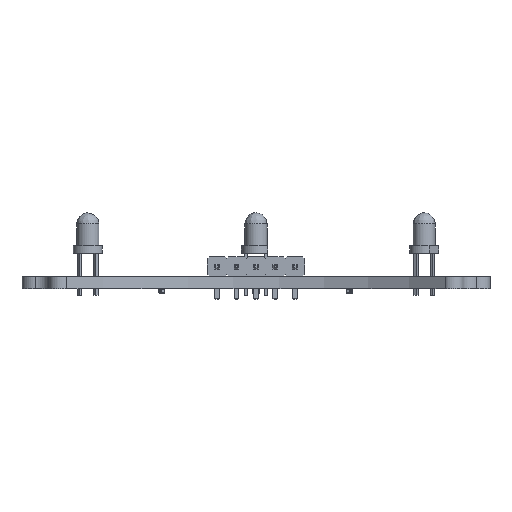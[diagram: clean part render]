
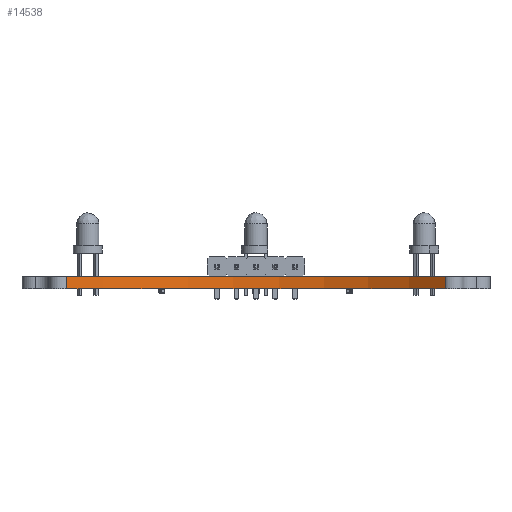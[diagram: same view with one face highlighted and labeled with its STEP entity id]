
A CAD part, front view. The second image highlights one B-rep face of the part: STEP entity #14538.
In plain terms, the highlighted cylindrical face has radius 37 mm (diameter 74 mm), a partial arc.
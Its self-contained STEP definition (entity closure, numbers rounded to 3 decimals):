
#11133 = PLANE('',#11134);
#11134 = AXIS2_PLACEMENT_3D('',#11135,#11136,#11137);
#11135 = CARTESIAN_POINT('',(0.,55.192,1.6));
#11136 = DIRECTION('',(0.,0.,1.));
#11137 = DIRECTION('',(1.,0.,-0.));
#11188 = PLANE('',#11189);
#11189 = AXIS2_PLACEMENT_3D('',#11190,#11191,#11192);
#11190 = CARTESIAN_POINT('',(0.,55.192,0.));
#11191 = DIRECTION('',(0.,0.,1.));
#11192 = DIRECTION('',(1.,0.,-0.));
#11615 = VERTEX_POINT('',#11616);
#11616 = CARTESIAN_POINT('',(-24.722,27.359,0.));
#11631 = CYLINDRICAL_SURFACE('',#11632,1.4);
#11632 = AXIS2_PLACEMENT_3D('',#11633,#11634,#11635);
#11633 = CARTESIAN_POINT('',(-25.658,28.4,0.));
#11634 = DIRECTION('',(-0.,-0.,-1.));
#11635 = DIRECTION('',(1.,0.,-0.));
#11643 = EDGE_CURVE('',#11644,#11615,#11646,.T.);
#11644 = VERTEX_POINT('',#11645);
#11645 = CARTESIAN_POINT('',(24.722,27.358,0.));
#11646 = SURFACE_CURVE('',#11647,(#11652,#11659),.PCURVE_S1.);
#11647 = CIRCLE('',#11648,37.);
#11648 = AXIS2_PLACEMENT_3D('',#11649,#11650,#11651);
#11649 = CARTESIAN_POINT('',(0.,-0.17,0.));
#11650 = DIRECTION('',(0.,0.,1.));
#11651 = DIRECTION('',(1.,0.,-0.));
#11652 = PCURVE('',#11188,#11653);
#11653 = DEFINITIONAL_REPRESENTATION('',(#11654),#11658);
#11654 = CIRCLE('',#11655,37.);
#11655 = AXIS2_PLACEMENT_2D('',#11656,#11657);
#11656 = CARTESIAN_POINT('',(-0.001,-55.362));
#11657 = DIRECTION('',(1.,0.));
#11658 = ( GEOMETRIC_REPRESENTATION_CONTEXT(2) 
PARAMETRIC_REPRESENTATION_CONTEXT() REPRESENTATION_CONTEXT('2D SPACE',''
  ) );
#11659 = PCURVE('',#11660,#11665);
#11660 = CYLINDRICAL_SURFACE('',#11661,37.);
#11661 = AXIS2_PLACEMENT_3D('',#11662,#11663,#11664);
#11662 = CARTESIAN_POINT('',(0.,-0.17,0.));
#11663 = DIRECTION('',(-0.,-0.,-1.));
#11664 = DIRECTION('',(1.,0.,-0.));
#11665 = DEFINITIONAL_REPRESENTATION('',(#11666),#11670);
#11666 = LINE('',#11667,#11668);
#11667 = CARTESIAN_POINT('',(-0.,0.));
#11668 = VECTOR('',#11669,1.);
#11669 = DIRECTION('',(-1.,0.));
#11670 = ( GEOMETRIC_REPRESENTATION_CONTEXT(2) 
PARAMETRIC_REPRESENTATION_CONTEXT() REPRESENTATION_CONTEXT('2D SPACE',''
  ) );
#11689 = CYLINDRICAL_SURFACE('',#11690,1.4);
#11690 = AXIS2_PLACEMENT_3D('',#11691,#11692,#11693);
#11691 = CARTESIAN_POINT('',(25.657,28.4,0.));
#11692 = DIRECTION('',(-0.,-0.,-1.));
#11693 = DIRECTION('',(1.,0.,-0.));
#13245 = VERTEX_POINT('',#13246);
#13246 = CARTESIAN_POINT('',(-24.722,27.359,1.6));
#13268 = EDGE_CURVE('',#13269,#13245,#13271,.T.);
#13269 = VERTEX_POINT('',#13270);
#13270 = CARTESIAN_POINT('',(24.722,27.358,1.6));
#13271 = SURFACE_CURVE('',#13272,(#13277,#13284),.PCURVE_S1.);
#13272 = CIRCLE('',#13273,37.);
#13273 = AXIS2_PLACEMENT_3D('',#13274,#13275,#13276);
#13274 = CARTESIAN_POINT('',(0.,-0.17,1.6));
#13275 = DIRECTION('',(0.,0.,1.));
#13276 = DIRECTION('',(1.,0.,-0.));
#13277 = PCURVE('',#11133,#13278);
#13278 = DEFINITIONAL_REPRESENTATION('',(#13279),#13283);
#13279 = CIRCLE('',#13280,37.);
#13280 = AXIS2_PLACEMENT_2D('',#13281,#13282);
#13281 = CARTESIAN_POINT('',(-0.001,-55.362));
#13282 = DIRECTION('',(1.,0.));
#13283 = ( GEOMETRIC_REPRESENTATION_CONTEXT(2) 
PARAMETRIC_REPRESENTATION_CONTEXT() REPRESENTATION_CONTEXT('2D SPACE',''
  ) );
#13284 = PCURVE('',#11660,#13285);
#13285 = DEFINITIONAL_REPRESENTATION('',(#13286),#13290);
#13286 = LINE('',#13287,#13288);
#13287 = CARTESIAN_POINT('',(-0.,-1.6));
#13288 = VECTOR('',#13289,1.);
#13289 = DIRECTION('',(-1.,0.));
#13290 = ( GEOMETRIC_REPRESENTATION_CONTEXT(2) 
PARAMETRIC_REPRESENTATION_CONTEXT() REPRESENTATION_CONTEXT('2D SPACE',''
  ) );
#14488 = EDGE_CURVE('',#11644,#13269,#14489,.T.);
#14489 = SURFACE_CURVE('',#14490,(#14494,#14501),.PCURVE_S1.);
#14490 = LINE('',#14491,#14492);
#14491 = CARTESIAN_POINT('',(24.722,27.358,0.));
#14492 = VECTOR('',#14493,1.);
#14493 = DIRECTION('',(0.,0.,1.));
#14494 = PCURVE('',#11689,#14495);
#14495 = DEFINITIONAL_REPRESENTATION('',(#14496),#14500);
#14496 = LINE('',#14497,#14498);
#14497 = CARTESIAN_POINT('',(-3.981,0.));
#14498 = VECTOR('',#14499,1.);
#14499 = DIRECTION('',(-0.,-1.));
#14500 = ( GEOMETRIC_REPRESENTATION_CONTEXT(2) 
PARAMETRIC_REPRESENTATION_CONTEXT() REPRESENTATION_CONTEXT('2D SPACE',''
  ) );
#14501 = PCURVE('',#11660,#14502);
#14502 = DEFINITIONAL_REPRESENTATION('',(#14503),#14507);
#14503 = LINE('',#14504,#14505);
#14504 = CARTESIAN_POINT('',(-0.839,0.));
#14505 = VECTOR('',#14506,1.);
#14506 = DIRECTION('',(-0.,-1.));
#14507 = ( GEOMETRIC_REPRESENTATION_CONTEXT(2) 
PARAMETRIC_REPRESENTATION_CONTEXT() REPRESENTATION_CONTEXT('2D SPACE',''
  ) );
#14538 = ADVANCED_FACE('',(#14539),#11660,.F.);
#14539 = FACE_BOUND('',#14540,.T.);
#14540 = EDGE_LOOP('',(#14541,#14542,#14543,#14564));
#14541 = ORIENTED_EDGE('',*,*,#14488,.T.);
#14542 = ORIENTED_EDGE('',*,*,#13268,.T.);
#14543 = ORIENTED_EDGE('',*,*,#14544,.F.);
#14544 = EDGE_CURVE('',#11615,#13245,#14545,.T.);
#14545 = SURFACE_CURVE('',#14546,(#14550,#14557),.PCURVE_S1.);
#14546 = LINE('',#14547,#14548);
#14547 = CARTESIAN_POINT('',(-24.722,27.359,0.));
#14548 = VECTOR('',#14549,1.);
#14549 = DIRECTION('',(0.,0.,1.));
#14550 = PCURVE('',#11660,#14551);
#14551 = DEFINITIONAL_REPRESENTATION('',(#14552),#14556);
#14552 = LINE('',#14553,#14554);
#14553 = CARTESIAN_POINT('',(-2.303,0.));
#14554 = VECTOR('',#14555,1.);
#14555 = DIRECTION('',(-0.,-1.));
#14556 = ( GEOMETRIC_REPRESENTATION_CONTEXT(2) 
PARAMETRIC_REPRESENTATION_CONTEXT() REPRESENTATION_CONTEXT('2D SPACE',''
  ) );
#14557 = PCURVE('',#11631,#14558);
#14558 = DEFINITIONAL_REPRESENTATION('',(#14559),#14563);
#14559 = LINE('',#14560,#14561);
#14560 = CARTESIAN_POINT('',(-5.444,0.));
#14561 = VECTOR('',#14562,1.);
#14562 = DIRECTION('',(-0.,-1.));
#14563 = ( GEOMETRIC_REPRESENTATION_CONTEXT(2) 
PARAMETRIC_REPRESENTATION_CONTEXT() REPRESENTATION_CONTEXT('2D SPACE',''
  ) );
#14564 = ORIENTED_EDGE('',*,*,#11643,.F.);
